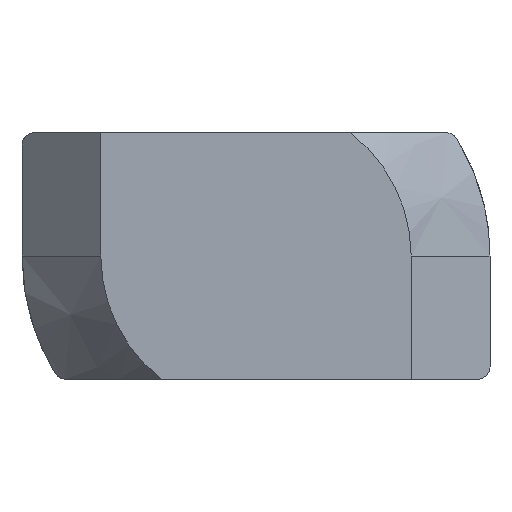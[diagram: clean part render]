
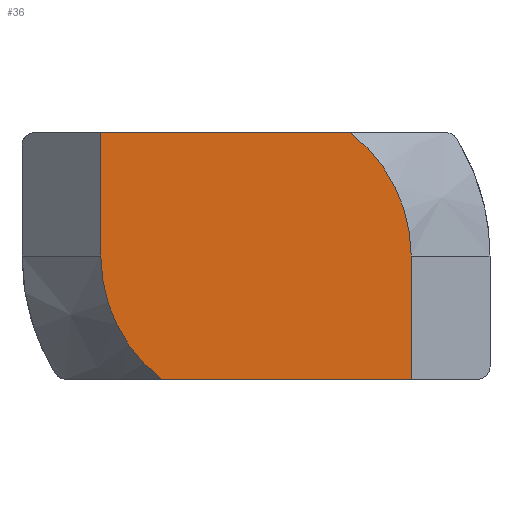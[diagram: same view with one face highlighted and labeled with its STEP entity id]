
A CAD part, front view. The second image highlights one B-rep face of the part: STEP entity #36.
In plain terms, the highlighted planar face has unit normal (0, -1, 0).
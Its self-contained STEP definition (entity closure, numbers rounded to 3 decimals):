
#6 = DIRECTION ( 'NONE',  ( 0., 0., 1. ) ) ;
#10 = DIRECTION ( 'NONE',  ( 0., 0., -1. ) ) ;
#34 = VECTOR ( 'NONE', #10, 1000. ) ;
#36 = ADVANCED_FACE ( 'NONE', ( #276 ), #366, .F. ) ;
#66 = VERTEX_POINT ( 'NONE', #92 ) ;
#69 = EDGE_CURVE ( 'NONE', #757, #771, #521, .T. ) ;
#75 = ORIENTED_EDGE ( 'NONE', *, *, #766, .F. ) ;
#92 = CARTESIAN_POINT ( 'NONE',  ( -6.3, -4.35, 5. ) ) ;
#100 = VECTOR ( 'NONE', #632, 1000. ) ;
#104 = AXIS2_PLACEMENT_3D ( 'NONE', #453, #813, #530 ) ;
#121 = VERTEX_POINT ( 'NONE', #670 ) ;
#139 = DIRECTION ( 'NONE',  ( 0., 1., 0. ) ) ;
#163 = EDGE_CURVE ( 'NONE', #339, #121, #264, .T. ) ;
#165 = DIRECTION ( 'NONE',  ( 0., 0., 1. ) ) ;
#183 = DIRECTION ( 'NONE',  ( 0., 1., 0. ) ) ;
#194 = ORIENTED_EDGE ( 'NONE', *, *, #711, .T. ) ;
#201 = CARTESIAN_POINT ( 'NONE',  ( 6.3, -4.35, 5. ) ) ;
#210 = LINE ( 'NONE', #336, #100 ) ;
#264 = CIRCLE ( 'NONE', #104, 6.3 ) ;
#270 = CARTESIAN_POINT ( 'NONE',  ( 6.3, -4.35, -5. ) ) ;
#276 = FACE_OUTER_BOUND ( 'NONE', #363, .T. ) ;
#284 = CARTESIAN_POINT ( 'NONE',  ( 3.833, -4.35, 5. ) ) ;
#289 = LINE ( 'NONE', #857, #34 ) ;
#296 = AXIS2_PLACEMENT_3D ( 'NONE', #783, #139, #6 ) ;
#336 = CARTESIAN_POINT ( 'NONE',  ( 6.3, -4.35, -5. ) ) ;
#339 = VERTEX_POINT ( 'NONE', #645 ) ;
#346 = DIRECTION ( 'NONE',  ( 1., 0., 0. ) ) ;
#349 = LINE ( 'NONE', #201, #885 ) ;
#363 = EDGE_LOOP ( 'NONE', ( #412, #833, #194, #495, #741, #75 ) ) ;
#366 = PLANE ( 'NONE',  #296 ) ;
#412 = ORIENTED_EDGE ( 'NONE', *, *, #843, .T. ) ;
#434 = AXIS2_PLACEMENT_3D ( 'NONE', #759, #183, #165 ) ;
#453 = CARTESIAN_POINT ( 'NONE',  ( 0., -4.35, 0. ) ) ;
#495 = ORIENTED_EDGE ( 'NONE', *, *, #69, .F. ) ;
#521 = LINE ( 'NONE', #740, #827 ) ;
#530 = DIRECTION ( 'NONE',  ( 0., 0., 1. ) ) ;
#591 = DIRECTION ( 'NONE',  ( 0., 0., -1. ) ) ;
#615 = EDGE_CURVE ( 'NONE', #881, #757, #824, .T. ) ;
#632 = DIRECTION ( 'NONE',  ( 1., 0., 0. ) ) ;
#637 = CARTESIAN_POINT ( 'NONE',  ( 6.3, -4.35, 0. ) ) ;
#645 = CARTESIAN_POINT ( 'NONE',  ( -6.3, -4.35, 0. ) ) ;
#670 = CARTESIAN_POINT ( 'NONE',  ( -3.833, -4.35, -5. ) ) ;
#711 = EDGE_CURVE ( 'NONE', #121, #771, #210, .T. ) ;
#740 = CARTESIAN_POINT ( 'NONE',  ( 6.3, -4.35, 5. ) ) ;
#741 = ORIENTED_EDGE ( 'NONE', *, *, #615, .F. ) ;
#757 = VERTEX_POINT ( 'NONE', #637 ) ;
#759 = CARTESIAN_POINT ( 'NONE',  ( 0., -4.35, 0. ) ) ;
#766 = EDGE_CURVE ( 'NONE', #66, #881, #349, .T. ) ;
#771 = VERTEX_POINT ( 'NONE', #270 ) ;
#783 = CARTESIAN_POINT ( 'NONE',  ( 6.3, -4.35, 5. ) ) ;
#813 = DIRECTION ( 'NONE',  ( 0., -1., 0. ) ) ;
#824 = CIRCLE ( 'NONE', #434, 6.3 ) ;
#827 = VECTOR ( 'NONE', #591, 1000. ) ;
#833 = ORIENTED_EDGE ( 'NONE', *, *, #163, .T. ) ;
#843 = EDGE_CURVE ( 'NONE', #66, #339, #289, .T. ) ;
#857 = CARTESIAN_POINT ( 'NONE',  ( -6.3, -4.35, 5. ) ) ;
#881 = VERTEX_POINT ( 'NONE', #284 ) ;
#885 = VECTOR ( 'NONE', #346, 1000. ) ;
